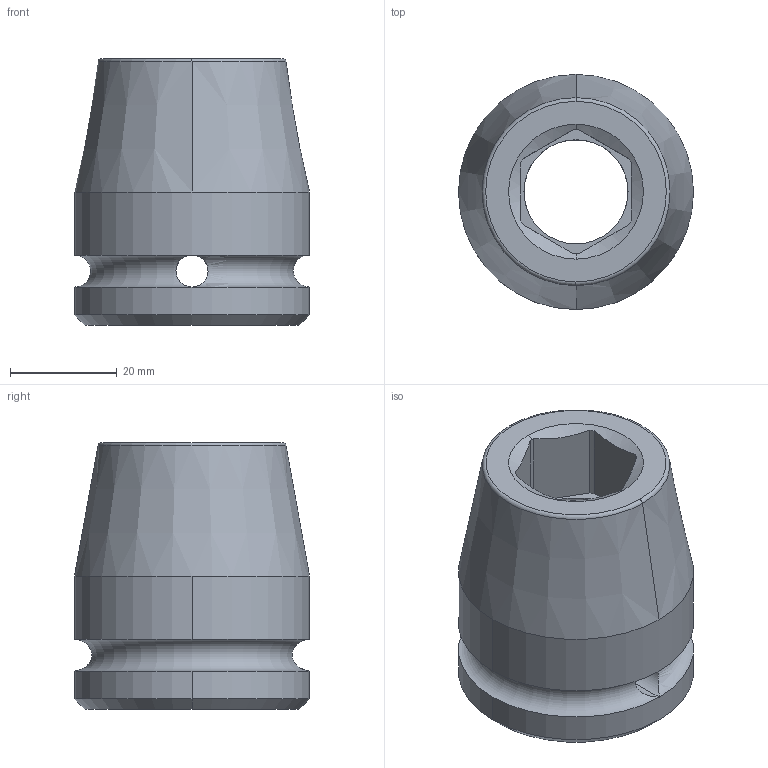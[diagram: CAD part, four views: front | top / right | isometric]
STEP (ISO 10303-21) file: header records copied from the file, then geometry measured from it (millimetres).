
FILE_DESCRIPTION((''),'2;1');
FILE_NAME('4027150079','2023-09-11T13:35:05',('a00565553'),(''),'CREO PARAMETRIC BY PTC INC, 2022414','CREO PARAMETRIC BY PTC INC, 2022414','');
FILE_SCHEMA(('CONFIG_CONTROL_DESIGN','GEOMETRIC_VALIDATION_PROPERTIES_MIM'));
Length unit declared in the file: millimetre
Products named in the file (1): 4027150079
Bounding box: 44 x 44 x 50 mm (x, y, z)
Volume: 48309.5 mm3; surface area: 12308.7 mm2
Topology: 1 solids, 1 shells, 59 faces, 146 edges, 88 vertices
Faces by surface type: plane 21, cylinder 20, cone 14, torus 4
Entity records: 1993 total; most frequent: CARTESIAN_POINT 462, DIRECTION 308, ORIENTED_EDGE 292, EDGE_CURVE 146, AXIS2_PLACEMENT_3D 125, VERTEX_POINT 88, CIRCLE 66, EDGE_LOOP 64
